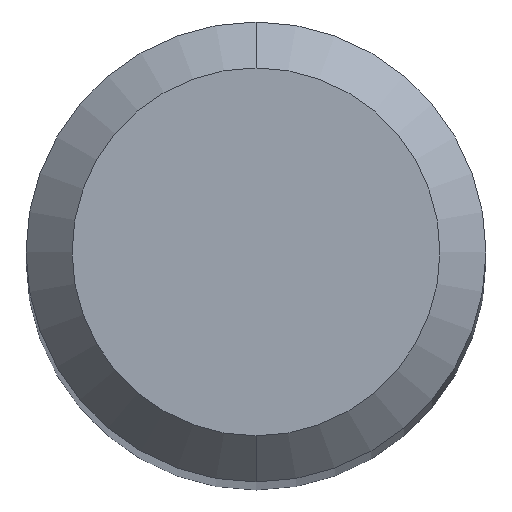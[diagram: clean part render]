
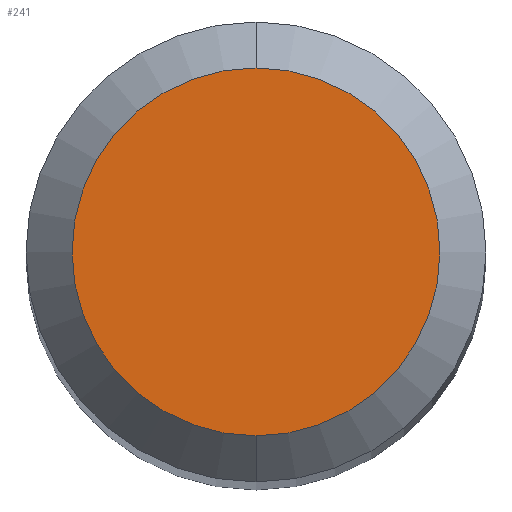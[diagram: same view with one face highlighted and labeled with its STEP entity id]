
A CAD part, top view. The second image highlights one B-rep face of the part: STEP entity #241.
In plain terms, the highlighted planar face has unit normal (0, 0, 1).
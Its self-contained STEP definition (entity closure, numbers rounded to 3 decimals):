
#219=EDGE_CURVE('',#303,#383,#530,.T.);
#241=ADVANCED_FACE('',(#554),#555,.T.);
#283=EDGE_CURVE('',#383,#303,#599,.T.);
#303=VERTEX_POINT('',#620);
#383=VERTEX_POINT('',#712);
#530=CIRCLE('',#876,1.2);
#554=FACE_OUTER_BOUND('',#920,.T.);
#555=PLANE('',#921);
#599=CIRCLE('',#1021,1.2);
#620=CARTESIAN_POINT('',(0.0,1.2,0.0));
#712=CARTESIAN_POINT('',(0.,-1.2,0.0));
#876=AXIS2_PLACEMENT_3D('',#1497,#1498,#1499);
#920=EDGE_LOOP('',(#1525,#1526));
#921=AXIS2_PLACEMENT_3D('',#1527,#1528,#1529);
#1021=AXIS2_PLACEMENT_3D('',#1556,#1557,#1558);
#1497=CARTESIAN_POINT('',(0.0,0.0,0.0));
#1498=DIRECTION('',(0.0,0.0,-1.0));
#1499=DIRECTION('',(0.0,1.0,0.0));
#1525=ORIENTED_EDGE('',*,*,#219,.F.);
#1526=ORIENTED_EDGE('',*,*,#283,.F.);
#1527=CARTESIAN_POINT('',(0.0,0.6,0.0));
#1528=DIRECTION('',(-0.0,0.0,1.0));
#1529=DIRECTION('',(0.0,-1.0,0.0));
#1556=CARTESIAN_POINT('',(0.0,0.0,0.0));
#1557=DIRECTION('',(0.0,0.0,-1.0));
#1558=DIRECTION('',(0.0,1.0,0.0));
